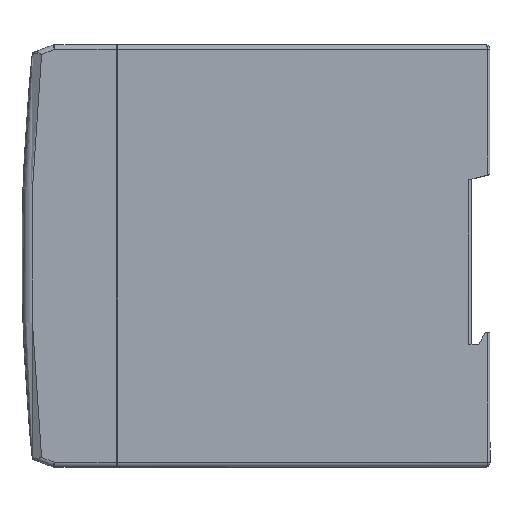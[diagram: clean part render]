
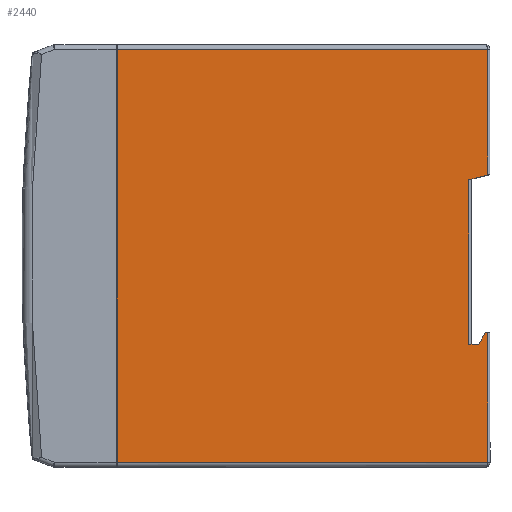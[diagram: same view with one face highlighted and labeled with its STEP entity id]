
A CAD part, top view. The second image highlights one B-rep face of the part: STEP entity #2440.
In plain terms, the highlighted planar face has unit normal (0, 0, 1).
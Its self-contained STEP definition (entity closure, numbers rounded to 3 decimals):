
#2440=ADVANCED_FACE('',(#6433),#6435,.T.);
#6433=FACE_BOUND('',#6434,.T.);
#6434=EDGE_LOOP('',(#9712,#9713,#9714,#9715,#9716,#9717,#9718,#9719,#9720,#9721));
#6435=PLANE('',#6436);
#6436=AXIS2_PLACEMENT_3D('',#6437,#6438,#6439);
#6437=CARTESIAN_POINT('',(421.327,44.75,22.7));
#6438=DIRECTION('',(0.,0.,1.));
#6439=DIRECTION('',(1.,0.,0.));
#9712=ORIENTED_EDGE('',*,*,#11295,.F.);
#9713=ORIENTED_EDGE('',*,*,#11153,.T.);
#9714=ORIENTED_EDGE('',*,*,#11296,.T.);
#9715=ORIENTED_EDGE('',*,*,#11297,.T.);
#9716=ORIENTED_EDGE('',*,*,#11298,.T.);
#9717=ORIENTED_EDGE('',*,*,#11299,.T.);
#9718=ORIENTED_EDGE('',*,*,#11300,.T.);
#9719=ORIENTED_EDGE('',*,*,#11301,.T.);
#9720=ORIENTED_EDGE('',*,*,#11302,.T.);
#9721=ORIENTED_EDGE('',*,*,#11143,.T.);
#11143=EDGE_CURVE('',#12432,#12430,#12433,.T.);
#11153=EDGE_CURVE('',#12450,#12448,#12451,.T.);
#11295=EDGE_CURVE('',#12450,#12430,#12673,.T.);
#11296=EDGE_CURVE('',#12448,#12674,#12675,.T.);
#11297=EDGE_CURVE('',#12674,#12676,#12677,.T.);
#11298=EDGE_CURVE('',#12676,#12678,#12679,.T.);
#11299=EDGE_CURVE('',#12678,#12680,#12681,.T.);
#11300=EDGE_CURVE('',#12680,#12682,#12683,.T.);
#11301=EDGE_CURVE('',#12682,#12684,#12685,.T.);
#11302=EDGE_CURVE('',#12684,#12432,#12686,.T.);
#12430=VERTEX_POINT('',#23791);
#12432=VERTEX_POINT('',#23796);
#12433=LINE('',#23797,#23798);
#12448=VERTEX_POINT('',#23873);
#12450=VERTEX_POINT('',#23890);
#12451=LINE('',#23891,#23892);
#12673=LINE('',#24972,#24973);
#12674=VERTEX_POINT('',#24975);
#12675=LINE('',#24976,#24977);
#12676=VERTEX_POINT('',#24979);
#12677=LINE('',#24980,#24981);
#12678=VERTEX_POINT('',#24983);
#12679=LINE('',#24984,#24985);
#12680=VERTEX_POINT('',#24987);
#12681=LINE('',#24988,#24989);
#12682=VERTEX_POINT('',#24991);
#12683=LINE('',#24992,#24993);
#12684=VERTEX_POINT('',#24995);
#12685=LINE('',#24996,#24997);
#12686=LINE('',#24999,#25000);
#23791=CARTESIAN_POINT('',(20.2,88.5,22.7));
#23796=CARTESIAN_POINT('',(98.7,88.5,22.7));
#23797=CARTESIAN_POINT('',(98.7,88.5,22.7));
#23798=VECTOR('',#23799,1.);
#23799=DIRECTION('',(-1.,0.,0.));
#23873=CARTESIAN_POINT('',(98.7,1.,22.7));
#23890=CARTESIAN_POINT('',(20.2,1.,22.7));
#23891=CARTESIAN_POINT('',(20.2,1.,22.7));
#23892=VECTOR('',#23893,1.);
#23893=DIRECTION('',(1.,0.,0.));
#24972=CARTESIAN_POINT('',(20.2,1.,22.7));
#24973=VECTOR('',#24974,1.);
#24974=DIRECTION('',(0.,1.,0.));
#24975=CARTESIAN_POINT('',(98.7,28.5,22.7));
#24976=CARTESIAN_POINT('',(98.7,1.,22.7));
#24977=VECTOR('',#24978,1.);
#24978=DIRECTION('',(0.,1.,0.));
#24979=CARTESIAN_POINT('',(98.2,28.5,22.7));
#24980=CARTESIAN_POINT('',(98.7,28.5,22.7));
#24981=VECTOR('',#24982,1.);
#24982=DIRECTION('',(-1.,0.,0.));
#24983=CARTESIAN_POINT('',(96.8,26.,22.7));
#24984=CARTESIAN_POINT('',(98.2,28.5,22.7));
#24985=VECTOR('',#24986,1.);
#24986=DIRECTION('',(-0.489,-0.873,0.));
#24987=CARTESIAN_POINT('',(94.7,26.,22.7));
#24988=CARTESIAN_POINT('',(96.8,26.,22.7));
#24989=VECTOR('',#24990,1.);
#24990=DIRECTION('',(-1.,0.,0.));
#24991=CARTESIAN_POINT('',(94.7,60.875,22.7));
#24992=CARTESIAN_POINT('',(94.7,26.,22.7));
#24993=VECTOR('',#24994,1.);
#24994=DIRECTION('',(0.,1.,0.));
#24995=CARTESIAN_POINT('',(98.7,61.875,22.7));
#24996=CARTESIAN_POINT('',(94.7,60.875,22.7));
#24997=VECTOR('',#24998,1.);
#24998=DIRECTION('',(0.97,0.243,0.));
#24999=CARTESIAN_POINT('',(98.7,61.875,22.7));
#25000=VECTOR('',#25001,1.);
#25001=DIRECTION('',(0.,1.,0.));
